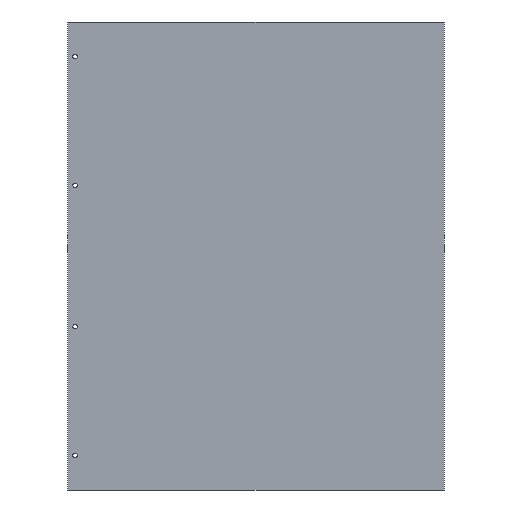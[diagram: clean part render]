
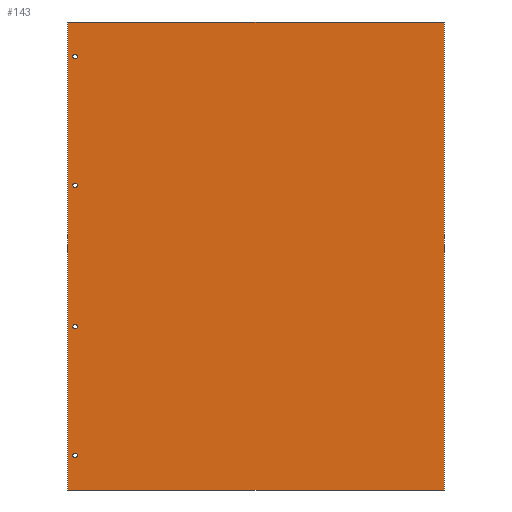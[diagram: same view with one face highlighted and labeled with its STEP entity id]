
A CAD part, front view. The second image highlights one B-rep face of the part: STEP entity #143.
In plain terms, the highlighted planar face has unit normal (0, -1, 0).
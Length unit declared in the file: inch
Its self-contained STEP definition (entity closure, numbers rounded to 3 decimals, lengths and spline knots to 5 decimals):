
#117=FACE_BOUND('',#203,.T.);
#118=FACE_BOUND('',#204,.T.);
#119=FACE_BOUND('',#205,.T.);
#120=FACE_BOUND('',#206,.T.);
#121=FACE_BOUND('',#207,.T.);
#130=CIRCLE('',#546,0.095);
#131=CIRCLE('',#547,0.095);
#132=CIRCLE('',#548,0.095);
#133=CIRCLE('',#549,0.095);
#134=CIRCLE('',#550,0.095);
#135=CIRCLE('',#551,0.095);
#136=CIRCLE('',#552,0.095);
#137=CIRCLE('',#553,0.095);
#143=ADVANCED_FACE('',(#117,#118,#119,#120,#121),#165,.T.);
#165=PLANE('',#554);
#203=EDGE_LOOP('',(#260,#261,#262,#263));
#204=EDGE_LOOP('',(#264,#265,#266,#267));
#205=EDGE_LOOP('',(#268,#269,#270,#271));
#206=EDGE_LOOP('',(#272,#273,#274,#275));
#207=EDGE_LOOP('',(#276,#277,#278,#279));
#260=ORIENTED_EDGE('',*,*,#412,.F.);
#261=ORIENTED_EDGE('',*,*,#413,.F.);
#262=ORIENTED_EDGE('',*,*,#414,.F.);
#263=ORIENTED_EDGE('',*,*,#415,.F.);
#264=ORIENTED_EDGE('',*,*,#416,.F.);
#265=ORIENTED_EDGE('',*,*,#417,.F.);
#266=ORIENTED_EDGE('',*,*,#418,.F.);
#267=ORIENTED_EDGE('',*,*,#419,.F.);
#268=ORIENTED_EDGE('',*,*,#420,.F.);
#269=ORIENTED_EDGE('',*,*,#421,.F.);
#270=ORIENTED_EDGE('',*,*,#422,.F.);
#271=ORIENTED_EDGE('',*,*,#423,.F.);
#272=ORIENTED_EDGE('',*,*,#424,.F.);
#273=ORIENTED_EDGE('',*,*,#425,.F.);
#274=ORIENTED_EDGE('',*,*,#426,.F.);
#275=ORIENTED_EDGE('',*,*,#427,.F.);
#276=ORIENTED_EDGE('',*,*,#384,.F.);
#277=ORIENTED_EDGE('',*,*,#388,.F.);
#278=ORIENTED_EDGE('',*,*,#391,.F.);
#279=ORIENTED_EDGE('',*,*,#394,.F.);
#344=VERTEX_POINT('',#695);
#345=VERTEX_POINT('',#696);
#348=VERTEX_POINT('',#704);
#350=VERTEX_POINT('',#710);
#368=VERTEX_POINT('',#752);
#369=VERTEX_POINT('',#753);
#370=VERTEX_POINT('',#755);
#371=VERTEX_POINT('',#757);
#372=VERTEX_POINT('',#760);
#373=VERTEX_POINT('',#761);
#374=VERTEX_POINT('',#763);
#375=VERTEX_POINT('',#765);
#376=VERTEX_POINT('',#768);
#377=VERTEX_POINT('',#769);
#378=VERTEX_POINT('',#771);
#379=VERTEX_POINT('',#773);
#380=VERTEX_POINT('',#776);
#381=VERTEX_POINT('',#777);
#382=VERTEX_POINT('',#779);
#383=VERTEX_POINT('',#781);
#384=EDGE_CURVE('',#344,#345,#444,.T.);
#388=EDGE_CURVE('',#348,#344,#448,.T.);
#391=EDGE_CURVE('',#350,#348,#451,.T.);
#394=EDGE_CURVE('',#345,#350,#454,.T.);
#412=EDGE_CURVE('',#368,#369,#130,.T.);
#413=EDGE_CURVE('',#370,#368,#464,.T.);
#414=EDGE_CURVE('',#371,#370,#131,.T.);
#415=EDGE_CURVE('',#369,#371,#465,.T.);
#416=EDGE_CURVE('',#372,#373,#132,.T.);
#417=EDGE_CURVE('',#374,#372,#466,.T.);
#418=EDGE_CURVE('',#375,#374,#133,.T.);
#419=EDGE_CURVE('',#373,#375,#467,.T.);
#420=EDGE_CURVE('',#376,#377,#134,.T.);
#421=EDGE_CURVE('',#378,#376,#468,.T.);
#422=EDGE_CURVE('',#379,#378,#135,.T.);
#423=EDGE_CURVE('',#377,#379,#469,.T.);
#424=EDGE_CURVE('',#380,#381,#136,.T.);
#425=EDGE_CURVE('',#382,#380,#470,.T.);
#426=EDGE_CURVE('',#383,#382,#137,.T.);
#427=EDGE_CURVE('',#381,#383,#471,.T.);
#444=LINE('',#694,#488);
#448=LINE('',#703,#492);
#451=LINE('',#709,#495);
#454=LINE('',#715,#498);
#464=LINE('',#754,#508);
#465=LINE('',#758,#509);
#466=LINE('',#762,#510);
#467=LINE('',#766,#511);
#468=LINE('',#770,#512);
#469=LINE('',#774,#513);
#470=LINE('',#778,#514);
#471=LINE('',#782,#515);
#488=VECTOR('',#573,1.);
#492=VECTOR('',#579,1.);
#495=VECTOR('',#584,1.);
#498=VECTOR('',#589,1.);
#508=VECTOR('',#621,1.);
#509=VECTOR('',#624,1.);
#510=VECTOR('',#627,1.);
#511=VECTOR('',#630,1.);
#512=VECTOR('',#633,1.);
#513=VECTOR('',#636,1.);
#514=VECTOR('',#639,1.);
#515=VECTOR('',#642,1.);
#546=AXIS2_PLACEMENT_3D('',#751,#619,#620);
#547=AXIS2_PLACEMENT_3D('',#756,#622,#623);
#548=AXIS2_PLACEMENT_3D('',#759,#625,#626);
#549=AXIS2_PLACEMENT_3D('',#764,#628,#629);
#550=AXIS2_PLACEMENT_3D('',#767,#631,#632);
#551=AXIS2_PLACEMENT_3D('',#772,#634,#635);
#552=AXIS2_PLACEMENT_3D('',#775,#637,#638);
#553=AXIS2_PLACEMENT_3D('',#780,#640,#641);
#554=AXIS2_PLACEMENT_3D('',#783,#643,#644);
#573=DIRECTION('',(0.,0.,1.));
#579=DIRECTION('',(-1.,0.,0.));
#584=DIRECTION('',(0.,0.,-1.));
#589=DIRECTION('',(1.,0.,0.));
#619=DIRECTION('',(0.,-1.,0.));
#620=DIRECTION('',(1.,0.,0.));
#621=DIRECTION('',(-1.,0.,0.));
#622=DIRECTION('',(0.,-1.,0.));
#623=DIRECTION('',(1.,0.,0.));
#624=DIRECTION('',(1.,0.,0.));
#625=DIRECTION('',(0.,-1.,0.));
#626=DIRECTION('',(1.,0.,0.));
#627=DIRECTION('',(-1.,0.,0.));
#628=DIRECTION('',(0.,-1.,0.));
#629=DIRECTION('',(1.,0.,0.));
#630=DIRECTION('',(1.,0.,0.));
#631=DIRECTION('',(0.,-1.,0.));
#632=DIRECTION('',(1.,0.,0.));
#633=DIRECTION('',(-1.,0.,0.));
#634=DIRECTION('',(0.,-1.,0.));
#635=DIRECTION('',(1.,0.,0.));
#636=DIRECTION('',(1.,0.,0.));
#637=DIRECTION('',(0.,-1.,0.));
#638=DIRECTION('',(1.,0.,0.));
#639=DIRECTION('',(-1.,0.,0.));
#640=DIRECTION('',(0.,-1.,0.));
#641=DIRECTION('',(1.,0.,0.));
#642=DIRECTION('',(1.,0.,0.));
#643=DIRECTION('',(0.,-1.,0.));
#644=DIRECTION('',(0.,0.,-1.));
#694=CARTESIAN_POINT('',(0.985,0.,36.));
#695=CARTESIAN_POINT('',(0.985,0.,12.1));
#696=CARTESIAN_POINT('',(0.985,0.,35.75));
#703=CARTESIAN_POINT('',(0.885,0.,12.1));
#704=CARTESIAN_POINT('',(20.015,0.,12.1));
#709=CARTESIAN_POINT('',(20.015,0.,12.));
#710=CARTESIAN_POINT('',(20.015,0.,35.75));
#715=CARTESIAN_POINT('',(20.115,0.,35.75));
#751=CARTESIAN_POINT('',(1.335,0.,34.));
#752=CARTESIAN_POINT('',(1.335,0.,34.095));
#753=CARTESIAN_POINT('',(1.335,0.,33.905));
#754=CARTESIAN_POINT('',(1.385,0.,34.095));
#755=CARTESIAN_POINT('',(1.385,0.,34.095));
#756=CARTESIAN_POINT('',(1.385,0.,34.));
#757=CARTESIAN_POINT('',(1.385,0.,33.905));
#758=CARTESIAN_POINT('',(1.335,0.,33.905));
#759=CARTESIAN_POINT('',(1.335,0.,27.5));
#760=CARTESIAN_POINT('',(1.335,0.,27.595));
#761=CARTESIAN_POINT('',(1.335,0.,27.405));
#762=CARTESIAN_POINT('',(1.385,0.,27.595));
#763=CARTESIAN_POINT('',(1.385,0.,27.595));
#764=CARTESIAN_POINT('',(1.385,0.,27.5));
#765=CARTESIAN_POINT('',(1.385,0.,27.405));
#766=CARTESIAN_POINT('',(1.335,0.,27.405));
#767=CARTESIAN_POINT('',(1.335,0.,20.35));
#768=CARTESIAN_POINT('',(1.335,0.,20.445));
#769=CARTESIAN_POINT('',(1.335,0.,20.255));
#770=CARTESIAN_POINT('',(1.385,0.,20.445));
#771=CARTESIAN_POINT('',(1.385,0.,20.445));
#772=CARTESIAN_POINT('',(1.385,0.,20.35));
#773=CARTESIAN_POINT('',(1.385,0.,20.255));
#774=CARTESIAN_POINT('',(1.335,0.,20.255));
#775=CARTESIAN_POINT('',(1.335,0.,13.85));
#776=CARTESIAN_POINT('',(1.335,0.,13.945));
#777=CARTESIAN_POINT('',(1.335,0.,13.755));
#778=CARTESIAN_POINT('',(1.385,0.,13.945));
#779=CARTESIAN_POINT('',(1.385,0.,13.945));
#780=CARTESIAN_POINT('',(1.385,0.,13.85));
#781=CARTESIAN_POINT('',(1.385,0.,13.755));
#782=CARTESIAN_POINT('',(1.335,0.,13.755));
#783=CARTESIAN_POINT('',(0.,0.,0.));
